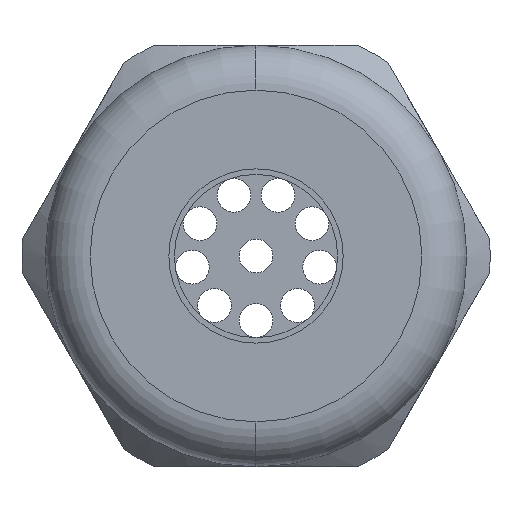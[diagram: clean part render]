
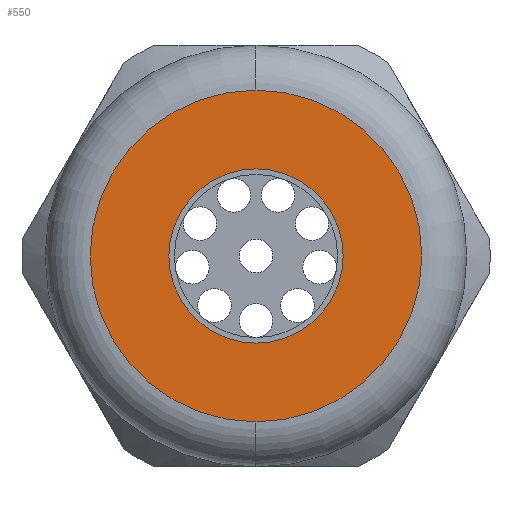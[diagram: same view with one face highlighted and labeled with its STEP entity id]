
A CAD part, left-side view. The second image highlights one B-rep face of the part: STEP entity #550.
In plain terms, the highlighted planar face has unit normal (-1, 0, 0).
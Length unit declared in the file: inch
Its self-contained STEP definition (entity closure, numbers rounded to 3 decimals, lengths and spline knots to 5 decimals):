
#550 = ADVANCED_FACE ( 'NONE', ( #2982, #2976 ), #3041, .T. ) ;
#551 = EDGE_LOOP ( 'NONE', ( #552, #553 ) ) ;
#552 = ORIENTED_EDGE ( 'NONE', *, *, #673, .T. ) ;
#553 = ORIENTED_EDGE ( 'NONE', *, *, #554, .T. ) ;
#554 = EDGE_CURVE ( 'NONE', #676, #670, #3036, .T. ) ;
#555 = EDGE_LOOP ( 'NONE', ( #556, #558 ) ) ;
#556 = ORIENTED_EDGE ( 'NONE', *, *, #557, .T. ) ;
#557 = EDGE_CURVE ( 'NONE', #723, #731, #3031, .T. ) ;
#558 = ORIENTED_EDGE ( 'NONE', *, *, #730, .T. ) ;
#670 = VERTEX_POINT ( 'NONE', #3255 ) ;
#673 = EDGE_CURVE ( 'NONE', #670, #676, #3253, .T. ) ;
#676 = VERTEX_POINT ( 'NONE', #3247 ) ;
#723 = VERTEX_POINT ( 'NONE', #3339 ) ;
#730 = EDGE_CURVE ( 'NONE', #731, #723, #3388, .T. ) ;
#731 = VERTEX_POINT ( 'NONE', #3383 ) ;
#2976 = FACE_BOUND ( 'NONE', #555, .T. ) ;
#2982 = FACE_OUTER_BOUND ( 'NONE', #551, .T. ) ;
#3027 = DIRECTION ( 'NONE',  ( 0., 0., -1. ) ) ;
#3028 = DIRECTION ( 'NONE',  ( 1., 0., 0. ) ) ;
#3029 = CARTESIAN_POINT ( 'NONE',  ( -1.18, 0., 0. ) ) ;
#3030 = AXIS2_PLACEMENT_3D ( 'NONE', #3029, #3028, #3027 ) ;
#3031 = CIRCLE ( 'NONE', #3030, 0.155 ) ;
#3032 = DIRECTION ( 'NONE',  ( 0., 0., 1. ) ) ;
#3033 = DIRECTION ( 'NONE',  ( -1., 0., 0. ) ) ;
#3034 = CARTESIAN_POINT ( 'NONE',  ( -1.18, 0., 0. ) ) ;
#3035 = AXIS2_PLACEMENT_3D ( 'NONE', #3034, #3033, #3032 ) ;
#3036 = CIRCLE ( 'NONE', #3035, 0.295 ) ;
#3037 = DIRECTION ( 'NONE',  ( 0., 0., 1. ) ) ;
#3038 = DIRECTION ( 'NONE',  ( -1., 0., 0. ) ) ;
#3039 = CARTESIAN_POINT ( 'NONE',  ( -1.18, 0.375, 0. ) ) ;
#3040 = AXIS2_PLACEMENT_3D ( 'NONE', #3039, #3038, #3037 ) ;
#3041 = PLANE ( 'NONE',  #3040 ) ;
#3247 = CARTESIAN_POINT ( 'NONE',  ( -1.18, 0., -0.295 ) ) ;
#3249 = DIRECTION ( 'NONE',  ( 0., 0., 1. ) ) ;
#3250 = DIRECTION ( 'NONE',  ( -1., 0., 0. ) ) ;
#3251 = CARTESIAN_POINT ( 'NONE',  ( -1.18, 0., 0. ) ) ;
#3252 = AXIS2_PLACEMENT_3D ( 'NONE', #3251, #3250, #3249 ) ;
#3253 = CIRCLE ( 'NONE', #3252, 0.295 ) ;
#3255 = CARTESIAN_POINT ( 'NONE',  ( -1.18, 0., 0.295 ) ) ;
#3339 = CARTESIAN_POINT ( 'NONE',  ( -1.18, 0., -0.155 ) ) ;
#3383 = CARTESIAN_POINT ( 'NONE',  ( -1.18, 0., 0.155 ) ) ;
#3384 = DIRECTION ( 'NONE',  ( 0., 0., -1. ) ) ;
#3385 = DIRECTION ( 'NONE',  ( 1., 0., 0. ) ) ;
#3386 = CARTESIAN_POINT ( 'NONE',  ( -1.18, 0., 0. ) ) ;
#3387 = AXIS2_PLACEMENT_3D ( 'NONE', #3386, #3385, #3384 ) ;
#3388 = CIRCLE ( 'NONE', #3387, 0.155 ) ;
